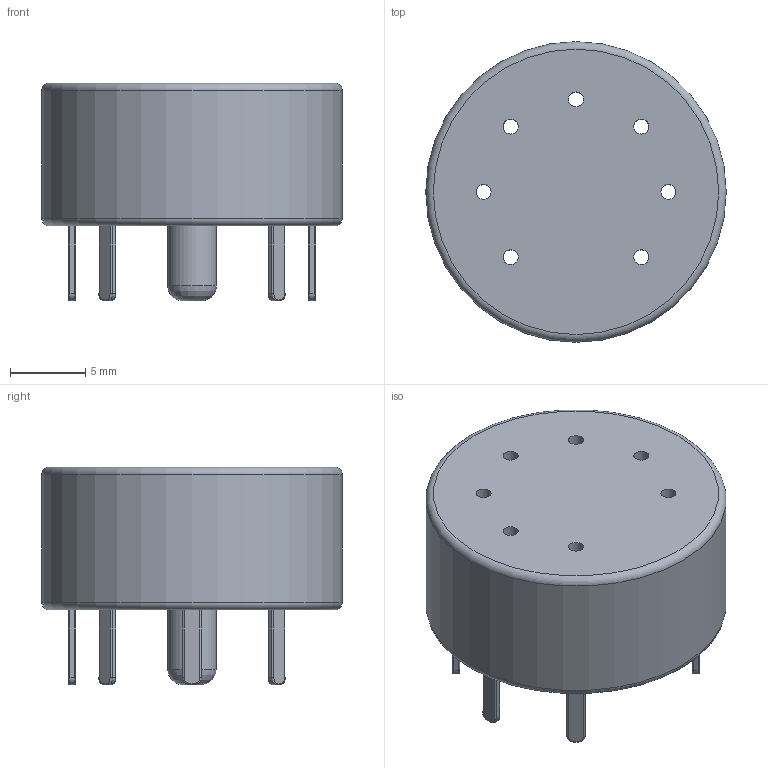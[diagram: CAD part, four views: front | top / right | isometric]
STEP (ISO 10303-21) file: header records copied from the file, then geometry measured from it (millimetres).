
FILE_DESCRIPTION(('FreeCAD Model'),'2;1');
FILE_NAME('Open CASCADE Shape Model','2022-12-13T22:46:21',('Author'),( ''),'Open CASCADE STEP processor 7.5','FreeCAD','Unknown');
FILE_SCHEMA(('AUTOMOTIVE_DESIGN { 1 0 10303 214 1 1 1 1 }'));
Length unit declared in the file: millimetre
Products named in the file (1): Body
Bounding box: 20 x 20 x 14.5 mm (x, y, z)
Volume: 2986.4 mm3; surface area: 1555.3 mm2
Topology: 1 solids, 1 shells, 134 faces, 313 edges, 189 vertices
Faces by surface type: cylinder 65, plane 38, torus 30, revolution 1
Full cylindrical faces by diameter (mm): 1 x7, 3.25 x1, 20 x1
Entity records: 8045 total; most frequent: CARTESIAN_POINT 1447, DIRECTION 1343, LINE 701, VECTOR 701, ORIENTED_EDGE 626, PCURVE 626, DEFINITIONAL_REPRESENTATION 626, EDGE_CURVE 313
